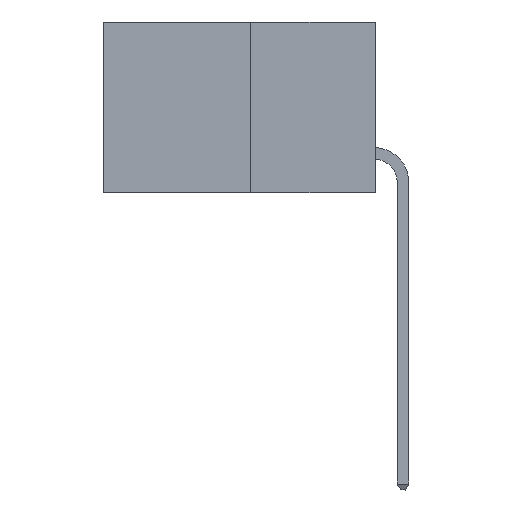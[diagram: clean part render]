
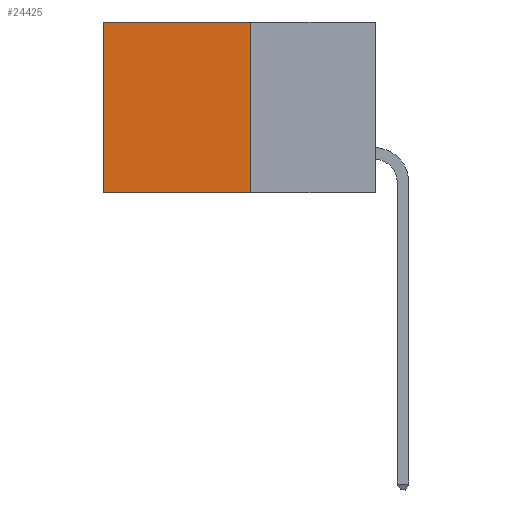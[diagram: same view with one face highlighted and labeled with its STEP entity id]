
A CAD part, left-side view. The second image highlights one B-rep face of the part: STEP entity #24425.
In plain terms, the highlighted planar face has unit normal (-1, 0, 0).
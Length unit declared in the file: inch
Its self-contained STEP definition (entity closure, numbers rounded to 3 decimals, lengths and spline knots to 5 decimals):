
#110 = CARTESIAN_POINT ( 'NONE',  ( 0.277, 0.27, -0.37 ) ) ;
#321 = CARTESIAN_POINT ( 'NONE',  ( 0.277, 0.27, -0.37 ) ) ;
#1871 = CARTESIAN_POINT ( 'NONE',  ( 0.277, 0.27, 0. ) ) ;
#2711 = DIRECTION ( 'NONE',  ( 0., 0., -1. ) ) ;
#3715 = VERTEX_POINT ( 'NONE', #1871 ) ;
#3890 = DIRECTION ( 'NONE',  ( 0., 1., 0. ) ) ;
#5214 = DIRECTION ( 'NONE',  ( 0., 0., -1. ) ) ;
#5272 = VECTOR ( 'NONE', #3890, 39.37008 ) ;
#5319 = CARTESIAN_POINT ( 'NONE',  ( 0.277, 0.27, -0.37 ) ) ;
#6045 = LINE ( 'NONE', #25200, #5272 ) ;
#6206 = ORIENTED_EDGE ( 'NONE', *, *, #11909, .F. ) ;
#7379 = FACE_OUTER_BOUND ( 'NONE', #17915, .T. ) ;
#7630 = VECTOR ( 'NONE', #19760, 39.37008 ) ;
#9449 = EDGE_CURVE ( 'NONE', #19306, #21520, #27365, .T. ) ;
#10365 = CARTESIAN_POINT ( 'NONE',  ( 0.277, 0.59, -0.37 ) ) ;
#11343 = DIRECTION ( 'NONE',  ( 0., 0., -1. ) ) ;
#11370 = AXIS2_PLACEMENT_3D ( 'NONE', #321, #17073, #2711 ) ;
#11733 = CARTESIAN_POINT ( 'NONE',  ( 0.277, 0.59, -0.37 ) ) ;
#11909 = EDGE_CURVE ( 'NONE', #26699, #21520, #13959, .T. ) ;
#13337 = ORIENTED_EDGE ( 'NONE', *, *, #29883, .F. ) ;
#13959 = LINE ( 'NONE', #110, #7630 ) ;
#16297 = CARTESIAN_POINT ( 'NONE',  ( 0.277, 0.59, 0. ) ) ;
#17073 = DIRECTION ( 'NONE',  ( 1., 0., 0. ) ) ;
#17386 = ORIENTED_EDGE ( 'NONE', *, *, #9449, .T. ) ;
#17915 = EDGE_LOOP ( 'NONE', ( #17386, #6206, #13337, #26584 ) ) ;
#18217 = CARTESIAN_POINT ( 'NONE',  ( 0.277, 0.27, -0.37 ) ) ;
#18771 = LINE ( 'NONE', #5319, #30321 ) ;
#19306 = VERTEX_POINT ( 'NONE', #16297 ) ;
#19380 = PLANE ( 'NONE',  #11370 ) ;
#19760 = DIRECTION ( 'NONE',  ( 0., 1., 0. ) ) ;
#20500 = VECTOR ( 'NONE', #11343, 39.37008 ) ;
#21520 = VERTEX_POINT ( 'NONE', #10365 ) ;
#24425 = ADVANCED_FACE ( 'NONE', ( #7379 ), #19380, .F. ) ;
#25200 = CARTESIAN_POINT ( 'NONE',  ( 0.277, 0.27, 0. ) ) ;
#26584 = ORIENTED_EDGE ( 'NONE', *, *, #27181, .T. ) ;
#26699 = VERTEX_POINT ( 'NONE', #18217 ) ;
#27181 = EDGE_CURVE ( 'NONE', #3715, #19306, #6045, .T. ) ;
#27365 = LINE ( 'NONE', #11733, #20500 ) ;
#29883 = EDGE_CURVE ( 'NONE', #3715, #26699, #18771, .T. ) ;
#30321 = VECTOR ( 'NONE', #5214, 39.37008 ) ;
